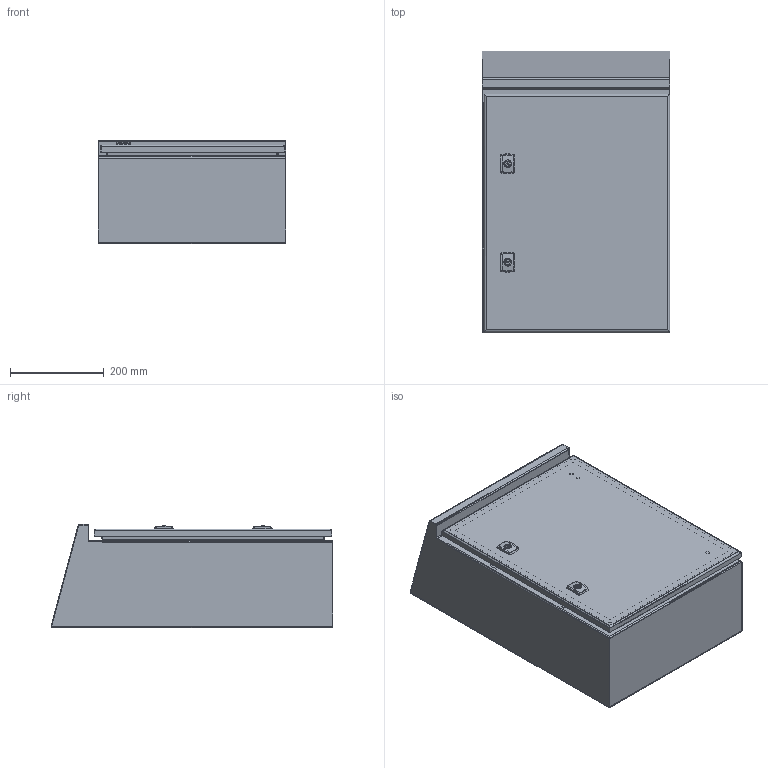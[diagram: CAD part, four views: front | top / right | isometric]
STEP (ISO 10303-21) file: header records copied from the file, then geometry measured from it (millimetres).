
FILE_DESCRIPTION( ( 'STEP AP214' ), '1' );
FILE_NAME( 'AFS06042-316(1).stp', '2019-09-23T10:53:41', ( '' ), ( '' ), ' ', 'PARTsolutions', ' ' );
FILE_SCHEMA( ( 'AUTOMOTIVE_DESIGN { 1 0 10303 214 1 1 1 1 }' ) );
Length unit declared in the file: millimetre
Products named in the file (6): AFS06042-316(1); _AFS06042(1)_P1; _MMSH06SS(1)_right; _AFSD0604-316(1); _ALLSR503(1,0)_01; _AFSM0604(1)_Mounting Plate
Assembly tree (7 placements, depth 2):
  AFS06042-316(1)
    _AFS06042(1)_P1
    _MMSH06SS(1)_right  x2
    _AFSD0604-316(1)
    _ALLSR503(1,0)_01  x2
    _AFSM0604(1)_Mounting Plate
Bounding box: 400 x 600 x 220 mm (x, y, z)
Volume: 2127567.2 mm3; surface area: 2299541 mm2
Topology: 7 solids, 9 shells, 684 faces, 1816 edges, 1181 vertices
Faces by surface type: plane 403, cylinder 227, cone 30, torus 24
Full cylindrical faces by diameter (mm): 3 x2, 4.2 x4, 4.3 x2, 4.5 x12, 4.9 x4, 4.917 x2, 6 x8, 7.25 x1, 7.5 x2, 8 x6, 9 x14, 14 x6, 15.8 x2, 16.1 x2, 18 x2, 27 x2, 28.5 x2
Entity records: 17437 total; most frequent: CARTESIAN_POINT 2561, DIRECTION 2356, ORIENTED_EDGE 2148, EDGE_CURVE 1074, AXIS2_PLACEMENT_3D 854, VERTEX_POINT 752, EDGE_LOOP 652, LINE 648
